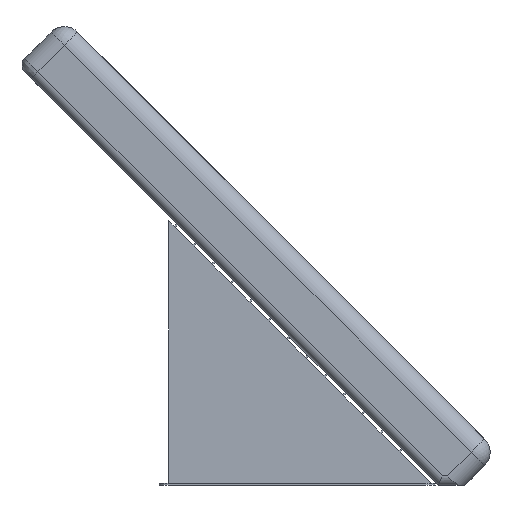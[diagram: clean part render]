
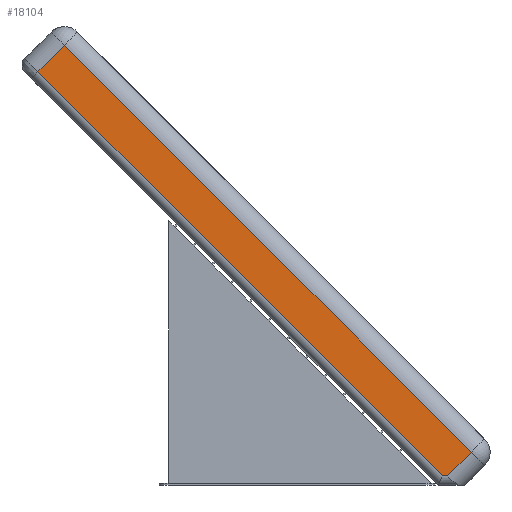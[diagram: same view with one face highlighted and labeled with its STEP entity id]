
A CAD part, left-side view. The second image highlights one B-rep face of the part: STEP entity #18104.
In plain terms, the highlighted planar face has unit normal (-1, 0, 0).
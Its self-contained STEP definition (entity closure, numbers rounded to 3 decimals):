
#274=PLANE('',#20387);
#1446=LINE('',#32997,#2801);
#1449=LINE('',#33009,#2804);
#1453=LINE('',#33025,#2808);
#1468=LINE('',#33117,#2823);
#1471=LINE('',#33122,#2826);
#2801=VECTOR('',#25529,10.);
#2804=VECTOR('',#25544,10.);
#2808=VECTOR('',#25560,10.);
#2823=VECTOR('',#25629,10.);
#2826=VECTOR('',#25636,10.);
#4849=FACE_OUTER_BOUND('',#5979,.T.);
#5979=EDGE_LOOP('',(#16115,#16116,#16117,#16118,#16119));
#8715=VERTEX_POINT('',#32987);
#8719=VERTEX_POINT('',#32996);
#8722=VERTEX_POINT('',#33004);
#8725=VERTEX_POINT('',#33016);
#8728=VERTEX_POINT('',#33024);
#11224=EDGE_CURVE('',#8719,#8715,#1446,.T.);
#11231=EDGE_CURVE('',#8715,#8722,#1449,.T.);
#11239=EDGE_CURVE('',#8725,#8728,#1453,.T.);
#11273=EDGE_CURVE('',#8722,#8725,#1468,.T.);
#11276=EDGE_CURVE('',#8728,#8719,#1471,.T.);
#16115=ORIENTED_EDGE('',*,*,#11239,.F.);
#16116=ORIENTED_EDGE('',*,*,#11273,.F.);
#16117=ORIENTED_EDGE('',*,*,#11231,.F.);
#16118=ORIENTED_EDGE('',*,*,#11224,.F.);
#16119=ORIENTED_EDGE('',*,*,#11276,.F.);
#18104=ADVANCED_FACE('',(#4849),#274,.T.);
#20387=AXIS2_PLACEMENT_3D('',#33205,#25724,#25725);
#25529=DIRECTION('',(0.,0.707,0.707));
#25544=DIRECTION('',(0.,-0.707,0.707));
#25560=DIRECTION('',(0.,0.707,-0.707));
#25629=DIRECTION('',(0.,-0.707,-0.707));
#25636=DIRECTION('',(0.,1.,0.));
#25724=DIRECTION('center_axis',(-1.,0.,0.));
#25725=DIRECTION('ref_axis',(0.,-0.707,-0.707));
#32987=CARTESIAN_POINT('',(-4.,80.388,88.388));
#32996=CARTESIAN_POINT('',(-4.,-6.,2.));
#32997=CARTESIAN_POINT('',(-4.,60.059,68.059));
#33004=CARTESIAN_POINT('',(-4.,74.731,94.045));
#33009=CARTESIAN_POINT('',(-4.,77.56,91.217));
#33016=CARTESIAN_POINT('',(-4.,-12.243,7.071));
#33024=CARTESIAN_POINT('',(-4.,-7.172,2.));
#33025=CARTESIAN_POINT('',(-4.,-9.414,4.243));
#33117=CARTESIAN_POINT('',(-4.,54.402,73.716));
#33122=CARTESIAN_POINT('',(-4.,36.194,2.));
#33205=CARTESIAN_POINT('Origin',(-4.,80.388,94.045));
